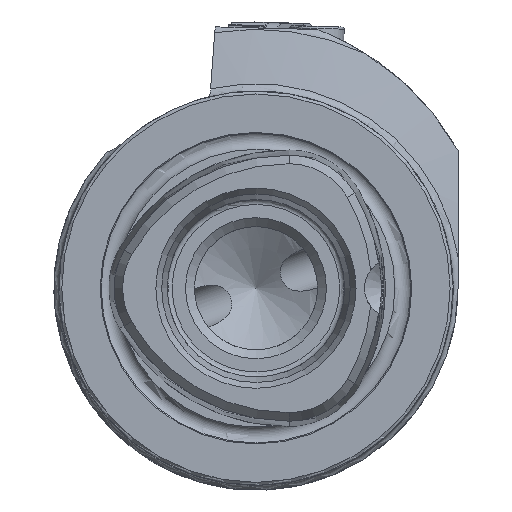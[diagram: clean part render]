
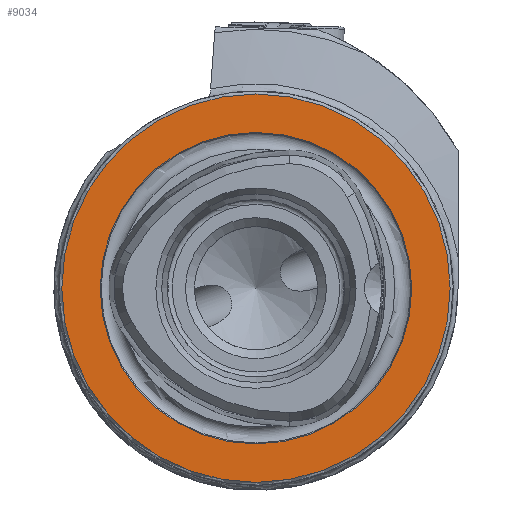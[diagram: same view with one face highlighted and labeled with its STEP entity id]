
A CAD part, left-side view. The second image highlights one B-rep face of the part: STEP entity #9034.
In plain terms, the highlighted planar face has unit normal (-1, 0, 0).
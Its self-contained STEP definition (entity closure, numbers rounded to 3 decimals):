
#317 = CIRCLE ( 'NONE', #7707, 19.7 ) ;
#398 = FACE_BOUND ( 'NONE', #9390, .T. ) ;
#979 = DIRECTION ( 'NONE',  ( 0., 0., 1. ) ) ;
#1619 = VERTEX_POINT ( 'NONE', #6790 ) ;
#1744 = DIRECTION ( 'NONE',  ( -1., 0., 0. ) ) ;
#1747 = PLANE ( 'NONE',  #10125 ) ;
#2402 = FACE_OUTER_BOUND ( 'NONE', #8075, .T. ) ;
#2459 = ORIENTED_EDGE ( 'NONE', *, *, #7386, .T. ) ;
#2516 = DIRECTION ( 'NONE',  ( -1., 0., 0. ) ) ;
#2655 = CIRCLE ( 'NONE', #8494, 15.8 ) ;
#3634 = EDGE_CURVE ( 'NONE', #7076, #7076, #2655, .T. ) ;
#4143 = CARTESIAN_POINT ( 'NONE',  ( 0., 15.8, 0. ) ) ;
#4207 = DIRECTION ( 'NONE',  ( 0., 0., -1. ) ) ;
#5812 = CARTESIAN_POINT ( 'NONE',  ( 0., 0., 15.8 ) ) ;
#6507 = DIRECTION ( 'NONE',  ( 1., 0., 0. ) ) ;
#6790 = CARTESIAN_POINT ( 'NONE',  ( 0., 0., 19.7 ) ) ;
#7076 = VERTEX_POINT ( 'NONE', #5812 ) ;
#7222 = CARTESIAN_POINT ( 'NONE',  ( 0., 0., 0. ) ) ;
#7386 = EDGE_CURVE ( 'NONE', #1619, #1619, #317, .T. ) ;
#7698 = ORIENTED_EDGE ( 'NONE', *, *, #3634, .F. ) ;
#7707 = AXIS2_PLACEMENT_3D ( 'NONE', #7222, #1744, #979 ) ;
#8075 = EDGE_LOOP ( 'NONE', ( #2459 ) ) ;
#8494 = AXIS2_PLACEMENT_3D ( 'NONE', #9578, #2516, #9614 ) ;
#9034 = ADVANCED_FACE ( 'NONE', ( #398, #2402 ), #1747, .F. ) ;
#9390 = EDGE_LOOP ( 'NONE', ( #7698 ) ) ;
#9578 = CARTESIAN_POINT ( 'NONE',  ( 0., 0., 0. ) ) ;
#9614 = DIRECTION ( 'NONE',  ( 0., 0., 1. ) ) ;
#10125 = AXIS2_PLACEMENT_3D ( 'NONE', #4143, #6507, #4207 ) ;
